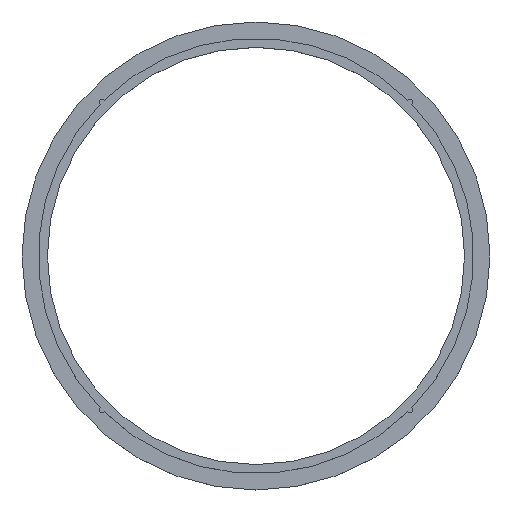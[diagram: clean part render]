
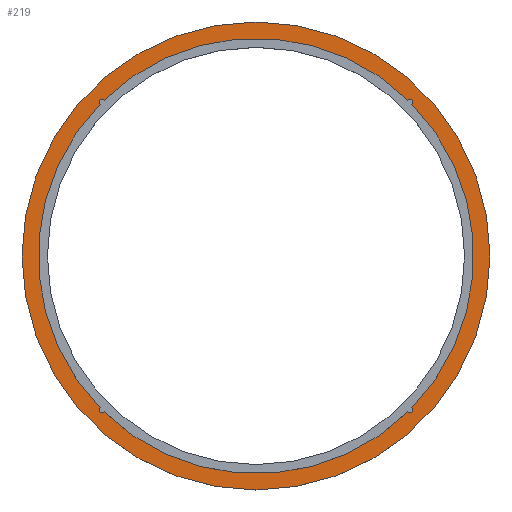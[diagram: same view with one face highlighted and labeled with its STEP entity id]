
A CAD part, top view. The second image highlights one B-rep face of the part: STEP entity #219.
In plain terms, the highlighted planar face has unit normal (0, 0, 1).
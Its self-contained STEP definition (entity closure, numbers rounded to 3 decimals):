
#46=FACE_BOUND('',#72,.T.);
#57=FACE_OUTER_BOUND('',#71,.T.);
#71=EDGE_LOOP('',(#181));
#72=EDGE_LOOP('',(#182,#183,#184,#185,#186,#187,#188,#189));
#79=CIRCLE('',#241,0.5);
#81=CIRCLE('',#244,38.15);
#84=CIRCLE('',#248,38.15);
#85=CIRCLE('',#250,0.5);
#88=CIRCLE('',#254,38.15);
#89=CIRCLE('',#256,0.5);
#91=CIRCLE('',#259,38.15);
#93=CIRCLE('',#262,0.5);
#95=CIRCLE('',#265,41.);
#99=VERTEX_POINT('',#355);
#100=VERTEX_POINT('',#356);
#103=VERTEX_POINT('',#364);
#106=VERTEX_POINT('',#372);
#107=VERTEX_POINT('',#376);
#110=VERTEX_POINT('',#384);
#111=VERTEX_POINT('',#388);
#113=VERTEX_POINT('',#394);
#115=VERTEX_POINT('',#403);
#119=EDGE_CURVE('',#99,#100,#79,.T.);
#123=EDGE_CURVE('',#103,#99,#81,.T.);
#128=EDGE_CURVE('',#100,#106,#84,.T.);
#129=EDGE_CURVE('',#106,#107,#85,.T.);
#134=EDGE_CURVE('',#107,#110,#88,.T.);
#135=EDGE_CURVE('',#111,#103,#89,.T.);
#138=EDGE_CURVE('',#113,#111,#91,.T.);
#141=EDGE_CURVE('',#110,#113,#93,.T.);
#143=EDGE_CURVE('',#115,#115,#95,.T.);
#181=ORIENTED_EDGE('',*,*,#143,.T.);
#182=ORIENTED_EDGE('',*,*,#119,.T.);
#183=ORIENTED_EDGE('',*,*,#128,.T.);
#184=ORIENTED_EDGE('',*,*,#129,.T.);
#185=ORIENTED_EDGE('',*,*,#134,.T.);
#186=ORIENTED_EDGE('',*,*,#141,.T.);
#187=ORIENTED_EDGE('',*,*,#138,.T.);
#188=ORIENTED_EDGE('',*,*,#135,.T.);
#189=ORIENTED_EDGE('',*,*,#123,.T.);
#208=PLANE('',#264);
#219=ADVANCED_FACE('',(#57,#46),#208,.T.);
#241=AXIS2_PLACEMENT_3D('',#357,#280,#281);
#244=AXIS2_PLACEMENT_3D('',#365,#288,#289);
#248=AXIS2_PLACEMENT_3D('',#374,#298,#299);
#250=AXIS2_PLACEMENT_3D('',#377,#302,#303);
#254=AXIS2_PLACEMENT_3D('',#386,#312,#313);
#256=AXIS2_PLACEMENT_3D('',#389,#316,#317);
#259=AXIS2_PLACEMENT_3D('',#395,#323,#324);
#262=AXIS2_PLACEMENT_3D('',#400,#330,#331);
#264=AXIS2_PLACEMENT_3D('',#402,#334,#335);
#265=AXIS2_PLACEMENT_3D('',#404,#336,#337);
#280=DIRECTION('center_axis',(0.,0.,-1.));
#281=DIRECTION('ref_axis',(-1.,0.,0.));
#288=DIRECTION('center_axis',(0.,0.,-1.));
#289=DIRECTION('ref_axis',(-1.,0.,0.));
#298=DIRECTION('center_axis',(0.,0.,-1.));
#299=DIRECTION('ref_axis',(-1.,0.,0.));
#302=DIRECTION('center_axis',(0.,0.,-1.));
#303=DIRECTION('ref_axis',(-1.,0.,0.));
#312=DIRECTION('center_axis',(0.,0.,-1.));
#313=DIRECTION('ref_axis',(-1.,0.,0.));
#316=DIRECTION('center_axis',(0.,0.,-1.));
#317=DIRECTION('ref_axis',(-1.,0.,0.));
#323=DIRECTION('center_axis',(0.,0.,-1.));
#324=DIRECTION('ref_axis',(-1.,0.,0.));
#330=DIRECTION('center_axis',(0.,0.,-1.));
#331=DIRECTION('ref_axis',(-1.,0.,0.));
#334=DIRECTION('center_axis',(0.,0.,1.));
#335=DIRECTION('ref_axis',(1.,0.,0.));
#336=DIRECTION('center_axis',(0.,0.,1.));
#337=DIRECTION('ref_axis',(1.,0.,0.));
#355=CARTESIAN_POINT('',(-26.62,-27.327,2.));
#356=CARTESIAN_POINT('',(-27.327,-26.62,2.));
#357=CARTESIAN_POINT('Origin',(-26.976,-26.976,2.));
#364=CARTESIAN_POINT('',(26.62,-27.327,2.));
#365=CARTESIAN_POINT('Origin',(0.,0.,2.));
#372=CARTESIAN_POINT('',(-27.327,26.62,2.));
#374=CARTESIAN_POINT('Origin',(0.,0.,2.));
#376=CARTESIAN_POINT('',(-26.62,27.327,2.));
#377=CARTESIAN_POINT('Origin',(-26.976,26.976,2.));
#384=CARTESIAN_POINT('',(26.62,27.327,2.));
#386=CARTESIAN_POINT('Origin',(0.,0.,2.));
#388=CARTESIAN_POINT('',(27.327,-26.62,2.));
#389=CARTESIAN_POINT('Origin',(26.976,-26.976,2.));
#394=CARTESIAN_POINT('',(27.327,26.62,2.));
#395=CARTESIAN_POINT('Origin',(0.,0.,2.));
#400=CARTESIAN_POINT('Origin',(26.976,26.976,2.));
#402=CARTESIAN_POINT('Origin',(0.,0.,2.));
#403=CARTESIAN_POINT('',(-41.,0.,2.));
#404=CARTESIAN_POINT('Origin',(0.,0.,2.));
